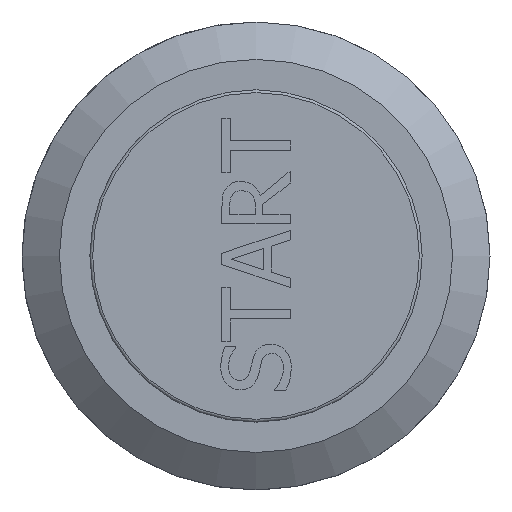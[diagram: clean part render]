
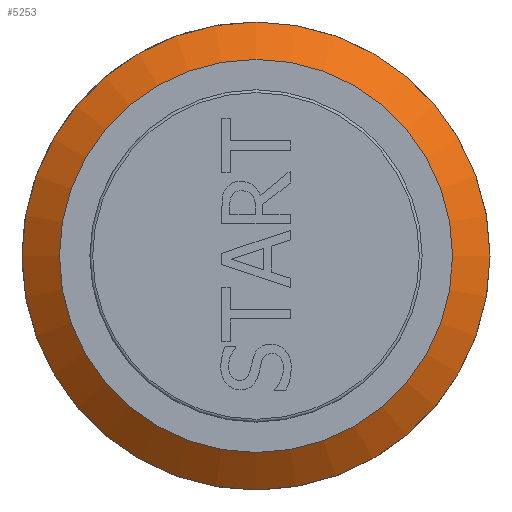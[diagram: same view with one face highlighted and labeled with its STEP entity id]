
A CAD part, top view. The second image highlights one B-rep face of the part: STEP entity #5253.
In plain terms, the highlighted conical face has half-angle 53.13 degrees and reference radius 11.5 mm.
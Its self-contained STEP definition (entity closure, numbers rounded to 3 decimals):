
#15=CONICAL_SURFACE('',#5611,11.5,0.927);
#228=CIRCLE('',#5609,12.5);
#229=CIRCLE('',#5610,12.5);
#230=CIRCLE('',#5612,10.5);
#231=CIRCLE('',#5613,10.5);
#645=FACE_OUTER_BOUND('',#939,.T.);
#939=EDGE_LOOP('',(#4796,#4797,#4798,#4799,#4800,#4801));
#1462=LINE('',#9053,#1980);
#1980=VECTOR('',#6814,11.5);
#2504=VERTEX_POINT('',#9043);
#2505=VERTEX_POINT('',#9044);
#2506=VERTEX_POINT('',#9049);
#2507=VERTEX_POINT('',#9050);
#3271=EDGE_CURVE('',#2504,#2505,#228,.T.);
#3272=EDGE_CURVE('',#2505,#2504,#229,.T.);
#3274=EDGE_CURVE('',#2506,#2507,#230,.T.);
#3275=EDGE_CURVE('',#2507,#2506,#231,.T.);
#3276=EDGE_CURVE('',#2507,#2505,#1462,.T.);
#4796=ORIENTED_EDGE('',*,*,#3274,.F.);
#4797=ORIENTED_EDGE('',*,*,#3275,.F.);
#4798=ORIENTED_EDGE('',*,*,#3276,.T.);
#4799=ORIENTED_EDGE('',*,*,#3272,.T.);
#4800=ORIENTED_EDGE('',*,*,#3271,.T.);
#4801=ORIENTED_EDGE('',*,*,#3276,.F.);
#5253=ADVANCED_FACE('',(#645),#15,.T.);
#5609=AXIS2_PLACEMENT_3D('',#9045,#6803,#6804);
#5610=AXIS2_PLACEMENT_3D('',#9046,#6805,#6806);
#5611=AXIS2_PLACEMENT_3D('',#9048,#6808,#6809);
#5612=AXIS2_PLACEMENT_3D('',#9051,#6810,#6811);
#5613=AXIS2_PLACEMENT_3D('',#9052,#6812,#6813);
#6803=DIRECTION('center_axis',(0.,0.,1.));
#6804=DIRECTION('ref_axis',(0.,-1.,0.));
#6805=DIRECTION('center_axis',(0.,0.,1.));
#6806=DIRECTION('ref_axis',(0.,-1.,0.));
#6808=DIRECTION('center_axis',(0.,0.,-1.));
#6809=DIRECTION('ref_axis',(0.,-1.,0.));
#6810=DIRECTION('center_axis',(0.,0.,1.));
#6811=DIRECTION('ref_axis',(0.,-1.,0.));
#6812=DIRECTION('center_axis',(0.,0.,1.));
#6813=DIRECTION('ref_axis',(0.,-1.,0.));
#6814=DIRECTION('',(0.,0.8,-0.6));
#9043=CARTESIAN_POINT('',(0.,-12.5,0.5));
#9044=CARTESIAN_POINT('',(0.,12.5,0.5));
#9045=CARTESIAN_POINT('Origin',(0.,0.,0.5));
#9046=CARTESIAN_POINT('Origin',(0.,0.,0.5));
#9048=CARTESIAN_POINT('Origin',(0.,0.,1.25));
#9049=CARTESIAN_POINT('',(0.,-10.5,2.));
#9050=CARTESIAN_POINT('',(0.,10.5,2.));
#9051=CARTESIAN_POINT('Origin',(0.,0.,2.));
#9052=CARTESIAN_POINT('Origin',(0.,0.,2.));
#9053=CARTESIAN_POINT('',(0.,11.5,1.25));
